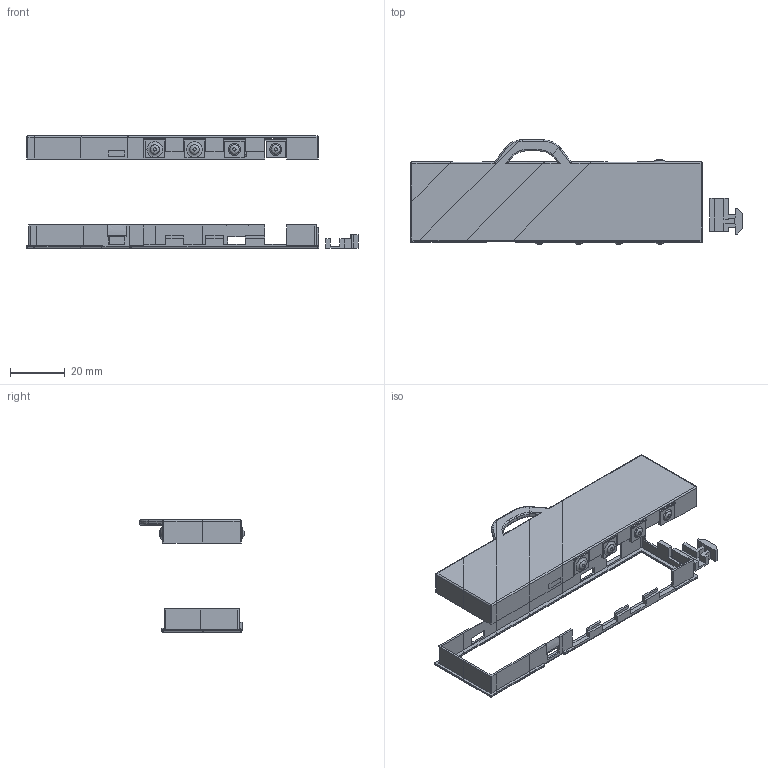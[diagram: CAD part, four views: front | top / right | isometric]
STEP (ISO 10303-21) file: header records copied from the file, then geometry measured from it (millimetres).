
FILE_DESCRIPTION(/* description */ (''),/* implementation_level */ '2;1');
FILE_NAME(/* name */ 'SyndraV2.step',/* time_stamp */ '2026-02-06T19:43:13+01:00',/* author */ (''),/* organization */ (''),/* preprocessor_version */ 'ST-DEVELOPER v20.1',/* originating_system */ 'Autodesk Translation Framework v14.24.0.0',/* authorisation */ '');
FILE_SCHEMA (('AUTOMOTIVE_DESIGN { 1 0 10303 214 3 1 1 }'));
Length unit declared in the file: millimetre
Products named in the file (1): SyndraV2
Bounding box: 120.82 x 37.99 x 41 mm (x, y, z)
Volume: 7003.7 mm3; surface area: 16866.5 mm2
Topology: 25 solids, 25 shells, 567 faces, 1431 edges, 912 vertices
Faces by surface type: plane 423, cylinder 99, torus 19, sphere 14, bspline 12
Entity records: 17250 total; most frequent: CARTESIAN_POINT 3520, ORIENTED_EDGE 2862, DIRECTION 2747, EDGE_CURVE 1431, LINE 1171, VECTOR 1171, VERTEX_POINT 912, AXIS2_PLACEMENT_3D 788
